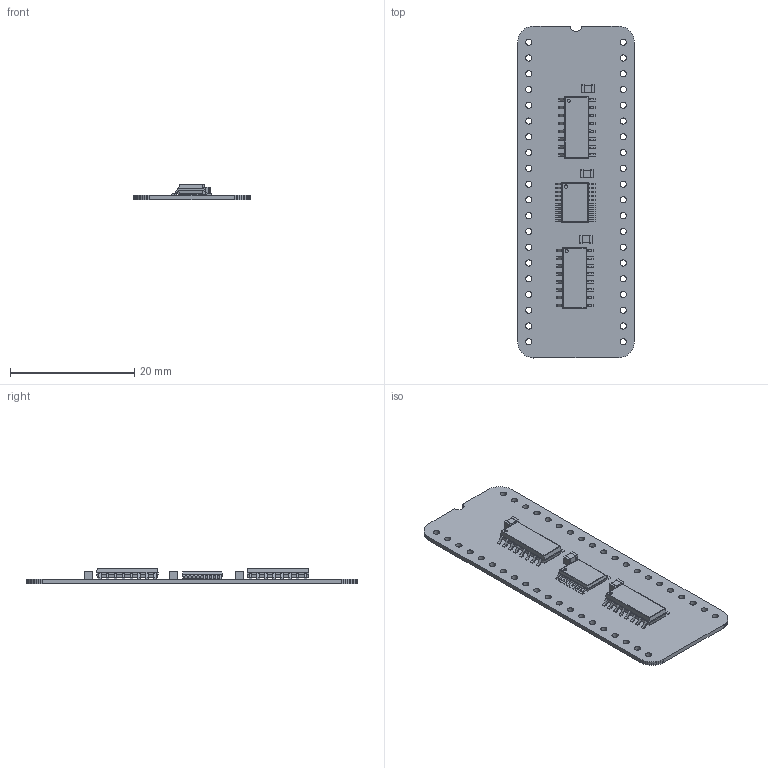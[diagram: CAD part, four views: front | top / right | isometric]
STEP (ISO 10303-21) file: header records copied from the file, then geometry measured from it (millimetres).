
FILE_DESCRIPTION(('KiCad electronic assembly'),'2;1');
FILE_NAME('Selector 1-of-4 4bit with Input.step','2024-03-11T10:14:26',( 'Pcbnew'),('Kicad'),'Open CASCADE STEP processor 7.6', 'KiCad to STEP converter','Unknown');
FILE_SCHEMA(('AUTOMOTIVE_DESIGN { 1 0 10303 214 1 1 1 1 }'));
Length unit declared in the file: millimetre
Products named in the file (8): Selector 1-of-4 4bit with Input 1; QS3253S1G; COMPOUND; C_0805_2012Metric; SOLID; 74VHCT573AFT; Selector 1-of-4 4bit with Input PCB
Assembly tree (10 placements, depth 3):
  Selector 1-of-4 4bit with Input 1
    QS3253S1G  x2
      COMPOUND
    C_0805_2012Metric  x3
      SOLID
    74VHCT573AFT
      COMPOUND
    Selector 1-of-4 4bit with Input PCB
Bounding box: 18.8 x 53.49 x 2.46 mm (x, y, z)
Volume: 817 mm3; surface area: 2540.9 mm2
Topology: 59 solids, 59 shells, 946 faces, 2409 edges, 1590 vertices
Faces by surface type: plane 687, cylinder 259
Full cylindrical faces by diameter (mm): 0.487 x2, 0.55 x1, 1 x40
Entity records: 43073 total; most frequent: CARTESIAN_POINT 8319, DIRECTION 6508, LINE 4366, VECTOR 4366, ORIENTED_EDGE 3380, PCURVE 3380, DEFINITIONAL_REPRESENTATION 3380, EDGE_CURVE 1690
